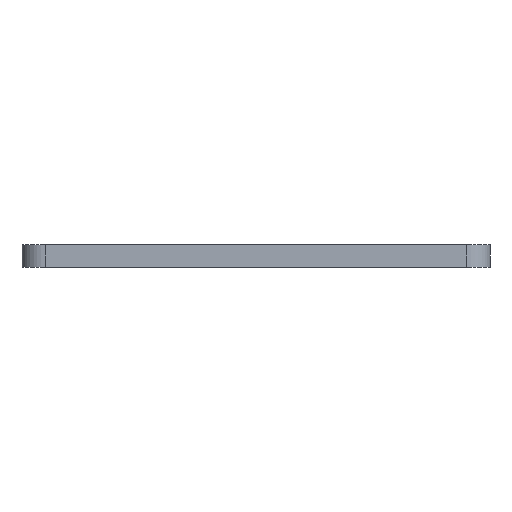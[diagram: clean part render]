
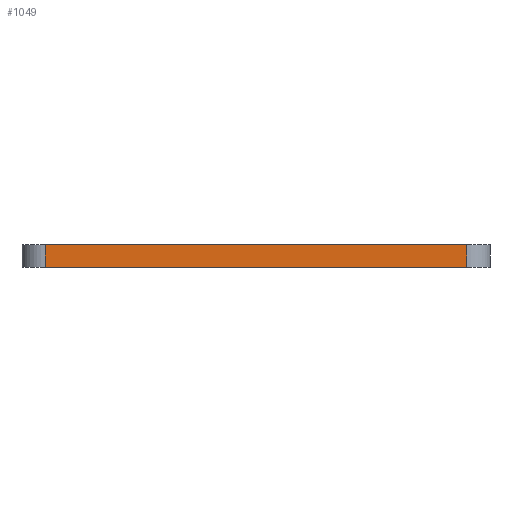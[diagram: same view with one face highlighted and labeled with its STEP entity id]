
A CAD part, front view. The second image highlights one B-rep face of the part: STEP entity #1049.
In plain terms, the highlighted planar face has unit normal (0, -1, 0).
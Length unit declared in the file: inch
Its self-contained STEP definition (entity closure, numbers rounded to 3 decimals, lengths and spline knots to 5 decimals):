
#24 = DIRECTION ( 'NONE',  ( 0., 0., -1. ) ) ;
#116 = CARTESIAN_POINT ( 'NONE',  ( -1.25, -2.25, 0.05906 ) ) ;
#159 = CARTESIAN_POINT ( 'NONE',  ( -1.25, -2.25, -0.05906 ) ) ;
#219 = VECTOR ( 'NONE', #24, 39.37008 ) ;
#297 = ORIENTED_EDGE ( 'NONE', *, *, #677, .T. ) ;
#324 = LINE ( 'NONE', #159, #1010 ) ;
#325 = DIRECTION ( 'NONE',  ( 1., 0., 0. ) ) ;
#343 = CARTESIAN_POINT ( 'NONE',  ( 1.125, -2.25, -0.05906 ) ) ;
#398 = LINE ( 'NONE', #1808, #1474 ) ;
#508 = DIRECTION ( 'NONE',  ( 0., 0., 1. ) ) ;
#638 = EDGE_CURVE ( 'NONE', #1139, #1419, #962, .T. ) ;
#677 = EDGE_CURVE ( 'NONE', #1139, #1642, #1749, .T. ) ;
#749 = DIRECTION ( 'NONE',  ( 0., 1., 0. ) ) ;
#899 = CARTESIAN_POINT ( 'NONE',  ( 1.125, -2.25, 0.05906 ) ) ;
#902 = PLANE ( 'NONE',  #1901 ) ;
#939 = CARTESIAN_POINT ( 'NONE',  ( -1.25, -2.25, 0.05906 ) ) ;
#962 = LINE ( 'NONE', #939, #1535 ) ;
#979 = DIRECTION ( 'NONE',  ( 0., 0., 1. ) ) ;
#1010 = VECTOR ( 'NONE', #1925, 39.37008 ) ;
#1049 = ADVANCED_FACE ( 'NONE', ( #1054 ), #902, .F. ) ;
#1054 = FACE_OUTER_BOUND ( 'NONE', #1067, .T. ) ;
#1067 = EDGE_LOOP ( 'NONE', ( #1683, #1845, #2000, #297 ) ) ;
#1092 = CARTESIAN_POINT ( 'NONE',  ( -1.125, -2.25, 0.05906 ) ) ;
#1135 = CARTESIAN_POINT ( 'NONE',  ( -1.125, -2.25, 0.05906 ) ) ;
#1139 = VERTEX_POINT ( 'NONE', #1092 ) ;
#1153 = EDGE_CURVE ( 'NONE', #1642, #1187, #324, .T. ) ;
#1187 = VERTEX_POINT ( 'NONE', #343 ) ;
#1419 = VERTEX_POINT ( 'NONE', #899 ) ;
#1474 = VECTOR ( 'NONE', #979, 39.37008 ) ;
#1535 = VECTOR ( 'NONE', #325, 39.37008 ) ;
#1642 = VERTEX_POINT ( 'NONE', #1778 ) ;
#1649 = EDGE_CURVE ( 'NONE', #1187, #1419, #398, .T. ) ;
#1683 = ORIENTED_EDGE ( 'NONE', *, *, #1153, .T. ) ;
#1749 = LINE ( 'NONE', #1135, #219 ) ;
#1778 = CARTESIAN_POINT ( 'NONE',  ( -1.125, -2.25, -0.05906 ) ) ;
#1808 = CARTESIAN_POINT ( 'NONE',  ( 1.125, -2.25, 0.05906 ) ) ;
#1845 = ORIENTED_EDGE ( 'NONE', *, *, #1649, .T. ) ;
#1901 = AXIS2_PLACEMENT_3D ( 'NONE', #116, #749, #508 ) ;
#1925 = DIRECTION ( 'NONE',  ( 1., 0., 0. ) ) ;
#2000 = ORIENTED_EDGE ( 'NONE', *, *, #638, .F. ) ;
